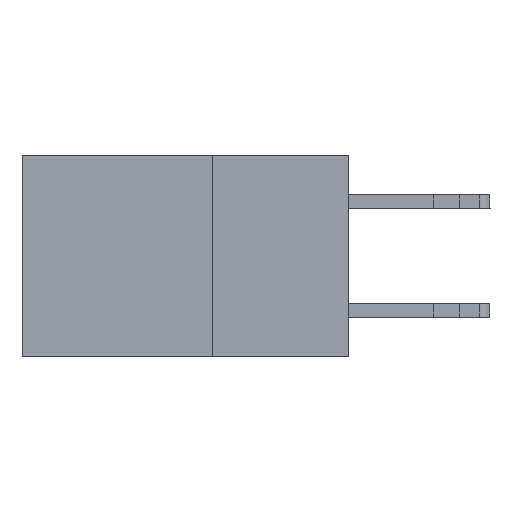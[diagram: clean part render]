
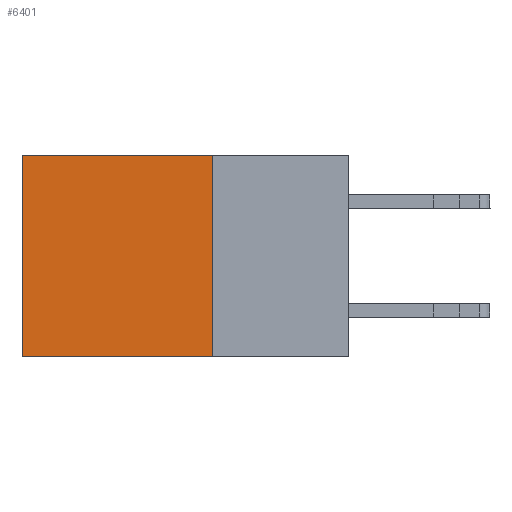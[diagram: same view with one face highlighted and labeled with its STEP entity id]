
A CAD part, left-side view. The second image highlights one B-rep face of the part: STEP entity #6401.
In plain terms, the highlighted planar face has unit normal (-1, 0, 0).
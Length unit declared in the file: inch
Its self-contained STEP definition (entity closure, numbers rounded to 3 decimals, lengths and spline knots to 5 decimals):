
#93 = CARTESIAN_POINT ( 'NONE',  ( 0.2615, 0.6, 0. ) ) ;
#368 = EDGE_CURVE ( 'NONE', #5742, #1042, #3226, .T. ) ;
#787 = PLANE ( 'NONE',  #4616 ) ;
#1042 = VERTEX_POINT ( 'NONE', #5018 ) ;
#1191 = VECTOR ( 'NONE', #7650, 39.37008 ) ;
#1368 = VECTOR ( 'NONE', #4878, 39.37008 ) ;
#1781 = VERTEX_POINT ( 'NONE', #6922 ) ;
#1868 = CARTESIAN_POINT ( 'NONE',  ( 0.2615, 0.25, -0.37 ) ) ;
#2015 = CARTESIAN_POINT ( 'NONE',  ( 0.2615, 0.25, -0.37 ) ) ;
#3226 = LINE ( 'NONE', #13676, #1368 ) ;
#3901 = EDGE_CURVE ( 'NONE', #15820, #5742, #7170, .T. ) ;
#3924 = DIRECTION ( 'NONE',  ( 0., 0., -1. ) ) ;
#4010 = LINE ( 'NONE', #10496, #6984 ) ;
#4616 = AXIS2_PLACEMENT_3D ( 'NONE', #1868, #10649, #10808 ) ;
#4657 = VECTOR ( 'NONE', #6878, 39.37008 ) ;
#4720 = ORIENTED_EDGE ( 'NONE', *, *, #6260, .F. ) ;
#4878 = DIRECTION ( 'NONE',  ( 0., 0., -1. ) ) ;
#5018 = CARTESIAN_POINT ( 'NONE',  ( 0.2615, 0.6, -0.37 ) ) ;
#5742 = VERTEX_POINT ( 'NONE', #93 ) ;
#6260 = EDGE_CURVE ( 'NONE', #15820, #1781, #4010, .T. ) ;
#6401 = ADVANCED_FACE ( 'NONE', ( #11959 ), #787, .F. ) ;
#6878 = DIRECTION ( 'NONE',  ( 0., 1., 0. ) ) ;
#6917 = EDGE_CURVE ( 'NONE', #1781, #1042, #13272, .T. ) ;
#6922 = CARTESIAN_POINT ( 'NONE',  ( 0.2615, 0.25, -0.37 ) ) ;
#6984 = VECTOR ( 'NONE', #3924, 39.37008 ) ;
#7170 = LINE ( 'NONE', #9677, #1191 ) ;
#7622 = EDGE_LOOP ( 'NONE', ( #15605, #9310, #4720, #11412 ) ) ;
#7650 = DIRECTION ( 'NONE',  ( 0., 1., 0. ) ) ;
#9310 = ORIENTED_EDGE ( 'NONE', *, *, #6917, .F. ) ;
#9677 = CARTESIAN_POINT ( 'NONE',  ( 0.2615, 0.25, 0. ) ) ;
#10496 = CARTESIAN_POINT ( 'NONE',  ( 0.2615, 0.25, -0.37 ) ) ;
#10649 = DIRECTION ( 'NONE',  ( 1., 0., 0. ) ) ;
#10808 = DIRECTION ( 'NONE',  ( 0., 0., -1. ) ) ;
#11412 = ORIENTED_EDGE ( 'NONE', *, *, #3901, .T. ) ;
#11525 = CARTESIAN_POINT ( 'NONE',  ( 0.2615, 0.25, 0. ) ) ;
#11959 = FACE_OUTER_BOUND ( 'NONE', #7622, .T. ) ;
#13272 = LINE ( 'NONE', #2015, #4657 ) ;
#13676 = CARTESIAN_POINT ( 'NONE',  ( 0.2615, 0.6, -0.37 ) ) ;
#15605 = ORIENTED_EDGE ( 'NONE', *, *, #368, .T. ) ;
#15820 = VERTEX_POINT ( 'NONE', #11525 ) ;
